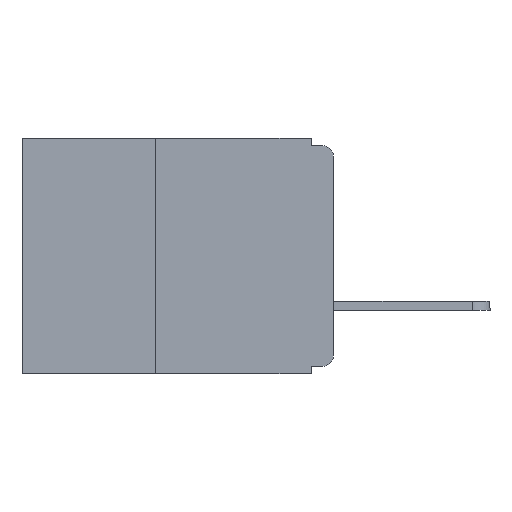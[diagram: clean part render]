
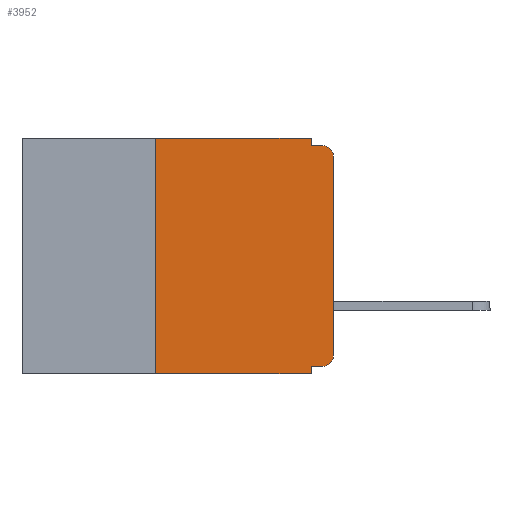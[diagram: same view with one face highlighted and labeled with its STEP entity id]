
A CAD part, left-side view. The second image highlights one B-rep face of the part: STEP entity #3952.
In plain terms, the highlighted planar face has unit normal (-1, 0, 0).
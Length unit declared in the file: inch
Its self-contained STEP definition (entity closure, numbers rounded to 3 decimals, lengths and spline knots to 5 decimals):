
#272 = VECTOR ( 'NONE', #27051, 39.37008 ) ;
#668 = EDGE_CURVE ( 'NONE', #12792, #20737, #23951, .T. ) ;
#1052 = ORIENTED_EDGE ( 'NONE', *, *, #2142, .F. ) ;
#1432 = VERTEX_POINT ( 'NONE', #17387 ) ;
#1487 = ORIENTED_EDGE ( 'NONE', *, *, #8328, .F. ) ;
#1928 = EDGE_CURVE ( 'NONE', #20922, #1432, #25191, .T. ) ;
#2142 = EDGE_CURVE ( 'NONE', #14607, #3395, #19926, .T. ) ;
#3395 = VERTEX_POINT ( 'NONE', #19387 ) ;
#3427 = EDGE_CURVE ( 'NONE', #1432, #4818, #19179, .T. ) ;
#3636 = CARTESIAN_POINT ( 'NONE',  ( 0., 0., 0. ) ) ;
#3952 = ADVANCED_FACE ( 'NONE', ( #10149 ), #20906, .F. ) ;
#4135 = CARTESIAN_POINT ( 'NONE',  ( 0., 0.031, -0.33 ) ) ;
#4800 = CARTESIAN_POINT ( 'NONE',  ( 0., 0.015, -0.01 ) ) ;
#4818 = VERTEX_POINT ( 'NONE', #4800 ) ;
#4851 = CARTESIAN_POINT ( 'NONE',  ( 0., 0.25, 0. ) ) ;
#4976 = DIRECTION ( 'NONE',  ( -1., 0., 0. ) ) ;
#5031 = DIRECTION ( 'NONE',  ( 0., 0., 1. ) ) ;
#5566 = CARTESIAN_POINT ( 'NONE',  ( 0., 0., -0.01 ) ) ;
#5675 = ORIENTED_EDGE ( 'NONE', *, *, #20216, .T. ) ;
#5708 = EDGE_LOOP ( 'NONE', ( #13996, #8671, #13705, #11523, #1487, #22882, #5675, #1052, #13121, #24733 ) ) ;
#6585 = CARTESIAN_POINT ( 'NONE',  ( 0., 0.437, -0.33 ) ) ;
#6673 = AXIS2_PLACEMENT_3D ( 'NONE', #17769, #4976, #19870 ) ;
#7525 = VECTOR ( 'NONE', #14441, 39.37008 ) ;
#8292 = VECTOR ( 'NONE', #15591, 39.37008 ) ;
#8328 = EDGE_CURVE ( 'NONE', #21438, #20922, #17350, .T. ) ;
#8671 = ORIENTED_EDGE ( 'NONE', *, *, #25131, .T. ) ;
#8709 = CARTESIAN_POINT ( 'NONE',  ( 0., 0.031, 0. ) ) ;
#9439 = CARTESIAN_POINT ( 'NONE',  ( 0., 0.031, 0. ) ) ;
#10149 = FACE_OUTER_BOUND ( 'NONE', #5708, .T. ) ;
#10238 = CARTESIAN_POINT ( 'NONE',  ( 0., 0., -0.32 ) ) ;
#10687 = EDGE_CURVE ( 'NONE', #12792, #14607, #18854, .T. ) ;
#11523 = ORIENTED_EDGE ( 'NONE', *, *, #1928, .F. ) ;
#11794 = DIRECTION ( 'NONE',  ( -1., 0., 0. ) ) ;
#12127 = DIRECTION ( 'NONE',  ( 0., 0., 1. ) ) ;
#12148 = VECTOR ( 'NONE', #12127, 39.37008 ) ;
#12360 = LINE ( 'NONE', #6585, #17360 ) ;
#12723 = VERTEX_POINT ( 'NONE', #27484 ) ;
#12792 = VERTEX_POINT ( 'NONE', #15132 ) ;
#13121 = ORIENTED_EDGE ( 'NONE', *, *, #10687, .F. ) ;
#13164 = CIRCLE ( 'NONE', #6673, 0.015 ) ;
#13476 = AXIS2_PLACEMENT_3D ( 'NONE', #23630, #11794, #17269 ) ;
#13705 = ORIENTED_EDGE ( 'NONE', *, *, #3427, .F. ) ;
#13996 = ORIENTED_EDGE ( 'NONE', *, *, #25381, .T. ) ;
#14238 = DIRECTION ( 'NONE',  ( 0., -1., 0. ) ) ;
#14276 = VECTOR ( 'NONE', #26693, 39.37008 ) ;
#14441 = DIRECTION ( 'NONE',  ( 0., 1., 0. ) ) ;
#14533 = AXIS2_PLACEMENT_3D ( 'NONE', #21129, #20874, #20819 ) ;
#14607 = VERTEX_POINT ( 'NONE', #20685 ) ;
#15132 = CARTESIAN_POINT ( 'NONE',  ( 0., 0.015, -0.32 ) ) ;
#15591 = DIRECTION ( 'NONE',  ( 0., 0., -1. ) ) ;
#17269 = DIRECTION ( 'NONE',  ( 0., 0., -1. ) ) ;
#17341 = EDGE_CURVE ( 'NONE', #18886, #21438, #20605, .T. ) ;
#17350 = LINE ( 'NONE', #22846, #272 ) ;
#17360 = VECTOR ( 'NONE', #21562, 39.37008 ) ;
#17387 = CARTESIAN_POINT ( 'NONE',  ( 0., 0.031, -0.01 ) ) ;
#17769 = CARTESIAN_POINT ( 'NONE',  ( 0., 0.015, -0.025 ) ) ;
#18474 = LINE ( 'NONE', #3636, #12148 ) ;
#18530 = VECTOR ( 'NONE', #14238, 39.37008 ) ;
#18854 = LINE ( 'NONE', #10238, #7525 ) ;
#18886 = VERTEX_POINT ( 'NONE', #25719 ) ;
#19179 = LINE ( 'NONE', #5566, #18530 ) ;
#19387 = CARTESIAN_POINT ( 'NONE',  ( 0., 0.031, -0.33 ) ) ;
#19870 = DIRECTION ( 'NONE',  ( 0., 0., -1. ) ) ;
#19926 = LINE ( 'NONE', #4135, #14276 ) ;
#20216 = EDGE_CURVE ( 'NONE', #18886, #3395, #12360, .T. ) ;
#20605 = LINE ( 'NONE', #24234, #22568 ) ;
#20685 = CARTESIAN_POINT ( 'NONE',  ( 0., 0.031, -0.32 ) ) ;
#20737 = VERTEX_POINT ( 'NONE', #23276 ) ;
#20819 = DIRECTION ( 'NONE',  ( 0., 0., -1. ) ) ;
#20874 = DIRECTION ( 'NONE',  ( 1., 0., 0. ) ) ;
#20906 = PLANE ( 'NONE',  #14533 ) ;
#20922 = VERTEX_POINT ( 'NONE', #9439 ) ;
#21129 = CARTESIAN_POINT ( 'NONE',  ( 0., 0.437, 0. ) ) ;
#21438 = VERTEX_POINT ( 'NONE', #4851 ) ;
#21562 = DIRECTION ( 'NONE',  ( 0., -1., 0. ) ) ;
#22568 = VECTOR ( 'NONE', #5031, 39.37008 ) ;
#22846 = CARTESIAN_POINT ( 'NONE',  ( 0., 0.437, 0. ) ) ;
#22882 = ORIENTED_EDGE ( 'NONE', *, *, #17341, .F. ) ;
#23276 = CARTESIAN_POINT ( 'NONE',  ( 0., 0., -0.305 ) ) ;
#23630 = CARTESIAN_POINT ( 'NONE',  ( 0., 0.015, -0.305 ) ) ;
#23951 = CIRCLE ( 'NONE', #13476, 0.015 ) ;
#24234 = CARTESIAN_POINT ( 'NONE',  ( 0., 0.25, -0.33 ) ) ;
#24733 = ORIENTED_EDGE ( 'NONE', *, *, #668, .T. ) ;
#25131 = EDGE_CURVE ( 'NONE', #12723, #4818, #13164, .T. ) ;
#25191 = LINE ( 'NONE', #8709, #8292 ) ;
#25381 = EDGE_CURVE ( 'NONE', #20737, #12723, #18474, .T. ) ;
#25719 = CARTESIAN_POINT ( 'NONE',  ( 0., 0.25, -0.33 ) ) ;
#26693 = DIRECTION ( 'NONE',  ( 0., 0., -1. ) ) ;
#27051 = DIRECTION ( 'NONE',  ( 0., -1., 0. ) ) ;
#27484 = CARTESIAN_POINT ( 'NONE',  ( 0., 0., -0.025 ) ) ;
